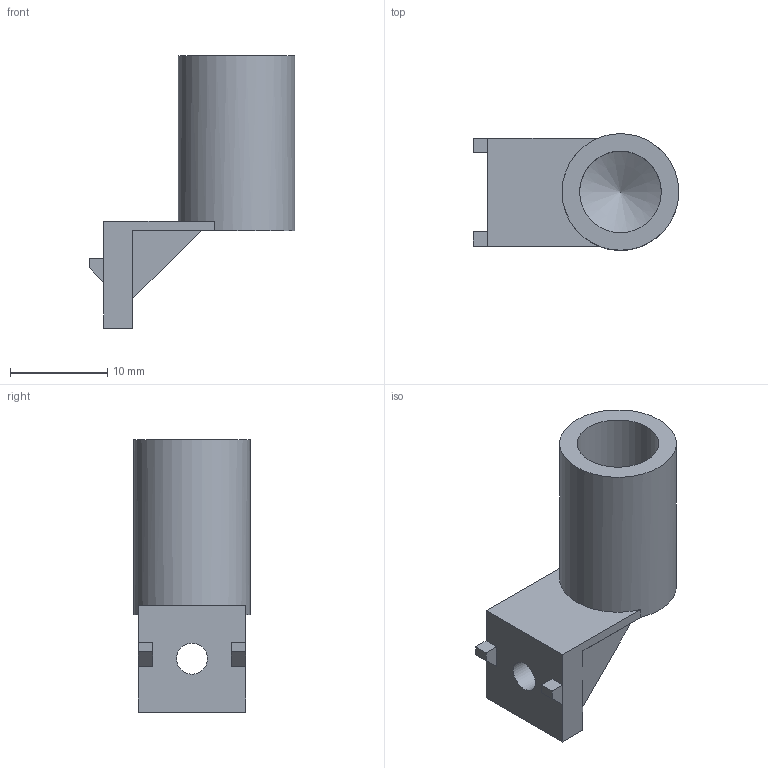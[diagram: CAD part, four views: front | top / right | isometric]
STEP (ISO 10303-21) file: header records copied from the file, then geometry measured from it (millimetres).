
FILE_DESCRIPTION(/* description */ (''),/* implementation_level */ '2;1');
FILE_NAME(/* name */ 'Y Rod Holder - UNFINISHED.step',/* time_stamp */ '2016-03-27T17:09:25-04:00',/* author */ (''),/* organization */ (''),/* preprocessor_version */ 'ST-DEVELOPER v16.2',/* originating_system */ 'Autodesk Translation Framework v4.3.0.3010',/* authorisation */ '');
FILE_SCHEMA (('AUTOMOTIVE_DESIGN { 1 0 10303 214 3 1 1 }'));
Length unit declared in the file: centimetre
Products named in the file (2): Adam - Y Rod Holder v6; Component1
Assembly tree (1 placements, depth 2):
  Adam - Y Rod Holder v6
    Component1
Bounding box: 21.14 x 12 x 28 mm (x, y, z)
Volume: 1644.3 mm3; surface area: 2019.6 mm2
Topology: 5 solids, 5 shells, 34 faces, 71 edges, 47 vertices
Faces by surface type: plane 30, cylinder 3, cone 1
Full cylindrical faces by diameter (mm): 3.2 x1, 8.4 x1, 12 x1
Entity records: 895 total; most frequent: CARTESIAN_POINT 147, DIRECTION 146, ORIENTED_EDGE 130, EDGE_CURVE 65, LINE 58, VECTOR 58, VERTEX_POINT 45, AXIS2_PLACEMENT_3D 44
